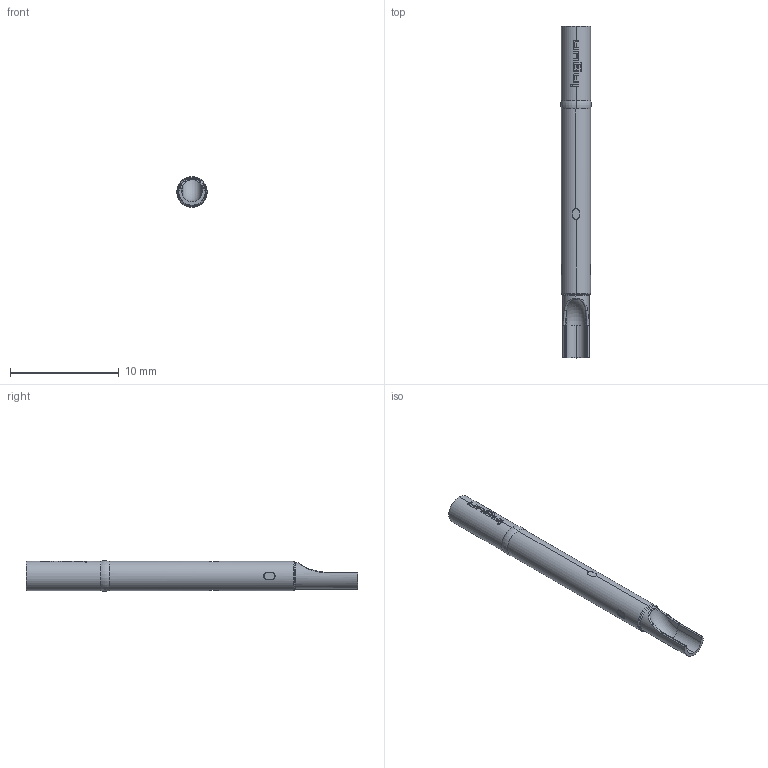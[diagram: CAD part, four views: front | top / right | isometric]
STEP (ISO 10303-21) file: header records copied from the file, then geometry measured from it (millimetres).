
FILE_DESCRIPTION (( 'STEP AP203' ), '1' );
FILE_NAME ('INGUN_KS-004_30_G.STEP', '2021-01-25T09:51:19', ( '' ), ( '' ), 'SwSTEP 2.0', 'SolidWorks 2018', '' );
FILE_SCHEMA (( 'CONFIG_CONTROL_DESIGN' ));
Length unit declared in the file: millimetre
Products named in the file (1): INGUN_KS-004_30_G
Bounding box: 2.8 x 30.48 x 2.82 mm (x, y, z)
Volume: 151.3 mm3; surface area: 266.1 mm2
Topology: 1 solids, 1 shells, 128 faces, 345 edges, 222 vertices
Faces by surface type: plane 56, cylinder 34, bspline 29, torus 7, cone 2
Entity records: 4674 total; most frequent: CARTESIAN_POINT 1598, ORIENTED_EDGE 690, DIRECTION 546, EDGE_CURVE 345, VERTEX_POINT 222, AXIS2_PLACEMENT_3D 210, EDGE_LOOP 131, ADVANCED_FACE 128
